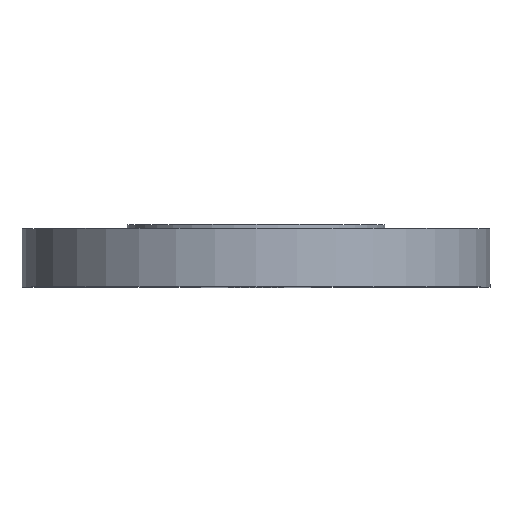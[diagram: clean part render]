
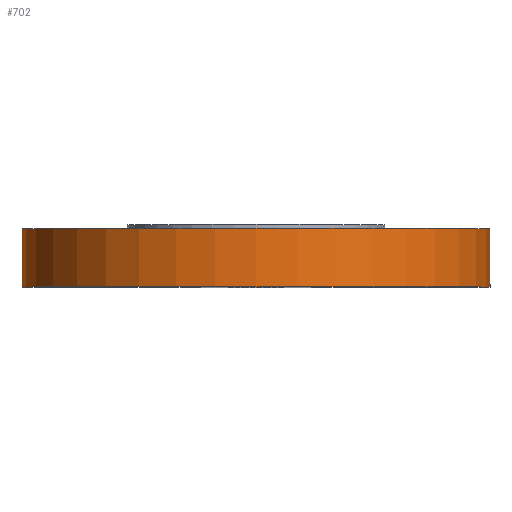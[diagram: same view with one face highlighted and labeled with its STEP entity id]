
A CAD part, top view. The second image highlights one B-rep face of the part: STEP entity #702.
In plain terms, the highlighted cylindrical face has radius 95.25 mm (diameter 190.5 mm), a partial arc.
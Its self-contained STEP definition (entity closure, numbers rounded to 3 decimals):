
#24 = CARTESIAN_POINT ( 'NONE',  ( 95.25, 100.481, 0. ) ) ;
#29 = AXIS2_PLACEMENT_3D ( 'NONE', #729, #132, #587 ) ;
#39 = DIRECTION ( 'NONE',  ( -1., 0., 0. ) ) ;
#53 = VERTEX_POINT ( 'NONE', #222 ) ;
#132 = DIRECTION ( 'NONE',  ( 0., 1., 0. ) ) ;
#136 = EDGE_CURVE ( 'NONE', #731, #592, #612, .T. ) ;
#151 = DIRECTION ( 'NONE',  ( 0., 1., 0. ) ) ;
#168 = CARTESIAN_POINT ( 'NONE',  ( 0., 100.481, 0. ) ) ;
#213 = VECTOR ( 'NONE', #151, 1000. ) ;
#222 = CARTESIAN_POINT ( 'NONE',  ( -95.25, 0., 0. ) ) ;
#237 = CIRCLE ( 'NONE', #769, 95.25 ) ;
#239 = DIRECTION ( 'NONE',  ( 0., 1., 0. ) ) ;
#292 = VECTOR ( 'NONE', #742, 1000. ) ;
#300 = DIRECTION ( 'NONE',  ( -1., 0., 0. ) ) ;
#302 = FACE_OUTER_BOUND ( 'NONE', #576, .T. ) ;
#358 = CARTESIAN_POINT ( 'NONE',  ( 95.25, 23.8, 0. ) ) ;
#360 = ORIENTED_EDGE ( 'NONE', *, *, #136, .T. ) ;
#368 = CARTESIAN_POINT ( 'NONE',  ( 0., 23.8, 0. ) ) ;
#371 = CARTESIAN_POINT ( 'NONE',  ( 95.25, 0., 0. ) ) ;
#372 = EDGE_CURVE ( 'NONE', #53, #731, #471, .T. ) ;
#419 = ORIENTED_EDGE ( 'NONE', *, *, #372, .T. ) ;
#430 = CARTESIAN_POINT ( 'NONE',  ( -95.25, 23.8, 0. ) ) ;
#459 = ORIENTED_EDGE ( 'NONE', *, *, #675, .F. ) ;
#471 = CIRCLE ( 'NONE', #29, 95.25 ) ;
#532 = AXIS2_PLACEMENT_3D ( 'NONE', #168, #567, #300 ) ;
#550 = CARTESIAN_POINT ( 'NONE',  ( -95.25, 100.481, 0. ) ) ;
#561 = CYLINDRICAL_SURFACE ( 'NONE', #532, 95.25 ) ;
#567 = DIRECTION ( 'NONE',  ( 0., 1., 0. ) ) ;
#576 = EDGE_LOOP ( 'NONE', ( #419, #360, #459, #734 ) ) ;
#587 = DIRECTION ( 'NONE',  ( -1., 0., 0. ) ) ;
#592 = VERTEX_POINT ( 'NONE', #358 ) ;
#593 = EDGE_CURVE ( 'NONE', #53, #722, #605, .T. ) ;
#605 = LINE ( 'NONE', #550, #292 ) ;
#612 = LINE ( 'NONE', #24, #213 ) ;
#675 = EDGE_CURVE ( 'NONE', #722, #592, #237, .T. ) ;
#702 = ADVANCED_FACE ( 'NONE', ( #302 ), #561, .T. ) ;
#722 = VERTEX_POINT ( 'NONE', #430 ) ;
#729 = CARTESIAN_POINT ( 'NONE',  ( 0., 0., 0. ) ) ;
#731 = VERTEX_POINT ( 'NONE', #371 ) ;
#734 = ORIENTED_EDGE ( 'NONE', *, *, #593, .F. ) ;
#742 = DIRECTION ( 'NONE',  ( 0., 1., 0. ) ) ;
#769 = AXIS2_PLACEMENT_3D ( 'NONE', #368, #239, #39 ) ;
